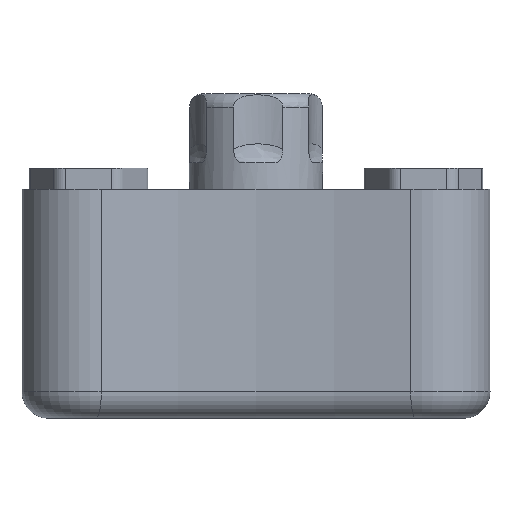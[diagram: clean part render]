
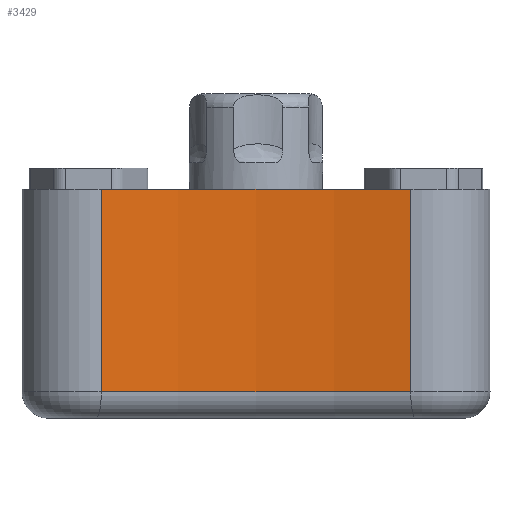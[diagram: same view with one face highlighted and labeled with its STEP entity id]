
A CAD part, front view. The second image highlights one B-rep face of the part: STEP entity #3429.
In plain terms, the highlighted cylindrical face has radius 196.012 mm (diameter 392.024 mm), a partial arc.
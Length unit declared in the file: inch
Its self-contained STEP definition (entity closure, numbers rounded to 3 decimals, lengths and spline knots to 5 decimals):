
#252=FACE_OUTER_BOUND('',#460,.T.);
#460=EDGE_LOOP('',(#2549,#2550,#2551,#2552));
#629=CIRCLE('',#3624,7.717);
#660=CIRCLE('',#3731,7.717);
#983=LINE('',#7693,#1166);
#985=LINE('',#7698,#1168);
#1166=VECTOR('',#4343,0.3937);
#1168=VECTOR('',#4349,0.3937);
#1369=VERTEX_POINT('',#7476);
#1372=VERTEX_POINT('',#7481);
#1440=VERTEX_POINT('',#7690);
#1442=VERTEX_POINT('',#7696);
#1765=EDGE_CURVE('',#1369,#1372,#629,.T.);
#1867=EDGE_CURVE('',#1440,#1372,#983,.T.);
#1869=EDGE_CURVE('',#1442,#1440,#660,.T.);
#1870=EDGE_CURVE('',#1369,#1442,#985,.T.);
#2549=ORIENTED_EDGE('',*,*,#1869,.F.);
#2550=ORIENTED_EDGE('',*,*,#1870,.F.);
#2551=ORIENTED_EDGE('',*,*,#1765,.T.);
#2552=ORIENTED_EDGE('',*,*,#1867,.F.);
#3285=CYLINDRICAL_SURFACE('',#3730,7.717);
#3429=ADVANCED_FACE('',(#252),#3285,.F.);
#3624=AXIS2_PLACEMENT_3D('',#7483,#4096,#4097);
#3730=AXIS2_PLACEMENT_3D('',#7695,#4345,#4346);
#3731=AXIS2_PLACEMENT_3D('',#7697,#4347,#4348);
#4096=DIRECTION('center_axis',(0.,0.,1.));
#4097=DIRECTION('ref_axis',(0.574,0.819,0.));
#4343=DIRECTION('',(0.,0.,1.));
#4345=DIRECTION('center_axis',(0.,0.,-1.));
#4346=DIRECTION('ref_axis',(0.574,0.819,0.));
#4347=DIRECTION('center_axis',(0.,0.,1.));
#4348=DIRECTION('ref_axis',(0.,1.,0.));
#4349=DIRECTION('',(0.,0.,-1.));
#7476=CARTESIAN_POINT('',(3.45416,0.10504,2.15));
#7481=CARTESIAN_POINT('',(0.54584,0.10504,2.15));
#7483=CARTESIAN_POINT('Origin',(2.,-7.47371,2.15));
#7690=CARTESIAN_POINT('',(0.54584,0.10504,0.25));
#7693=CARTESIAN_POINT('',(0.54584,0.10504,2.15));
#7695=CARTESIAN_POINT('Origin',(2.,-7.47371,2.15));
#7696=CARTESIAN_POINT('',(3.45416,0.10504,0.25));
#7697=CARTESIAN_POINT('Origin',(2.,-7.47371,0.25));
#7698=CARTESIAN_POINT('',(3.45416,0.10504,2.15));
